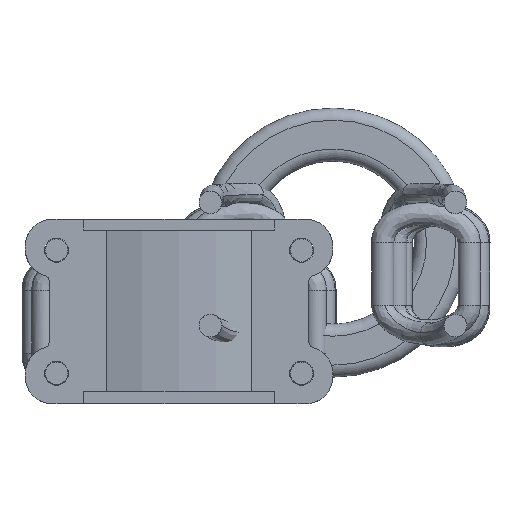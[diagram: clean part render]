
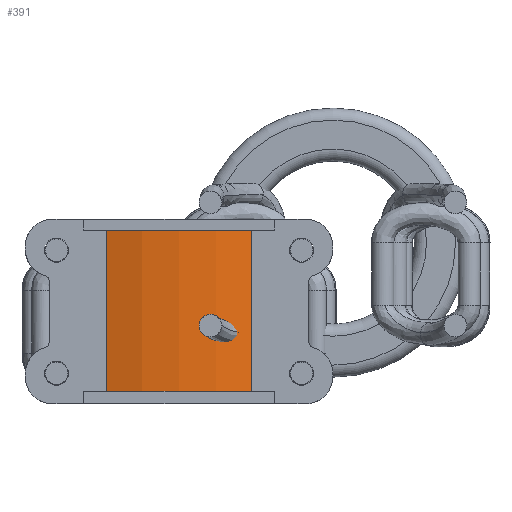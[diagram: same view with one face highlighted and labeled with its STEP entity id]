
A CAD part, front view. The second image highlights one B-rep face of the part: STEP entity #391.
In plain terms, the highlighted cylindrical face has radius 18.272 mm (diameter 36.544 mm), a partial arc.
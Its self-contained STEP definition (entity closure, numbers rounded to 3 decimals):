
#391 = ADVANCED_FACE( '', ( #715 ), #716, .T. );
#715 = FACE_OUTER_BOUND( '', #15383, .T. );
#716 = CYLINDRICAL_SURFACE( '', #15384, 18.272 );
#15383 = EDGE_LOOP( '', ( #16341, #16342, #16343, #16344 ) );
#15384 = AXIS2_PLACEMENT_3D( '', #16345, #16346, #16347 );
#16341 = ORIENTED_EDGE( '', *, *, #17034, .F. );
#16342 = ORIENTED_EDGE( '', *, *, #16933, .F. );
#16343 = ORIENTED_EDGE( '', *, *, #17033, .T. );
#16344 = ORIENTED_EDGE( '', *, *, #17014, .T. );
#16345 = CARTESIAN_POINT( '', ( -12.75, 9.139, 1.038 ) );
#16346 = DIRECTION( '', ( 0., 0., -1. ) );
#16347 = DIRECTION( '', ( -1., 0., 0. ) );
#16933 = EDGE_CURVE( '', #17566, #17567, #17568, .T. );
#17014 = EDGE_CURVE( '', #17703, #17704, #17705, .T. );
#17033 = EDGE_CURVE( '', #17566, #17703, #17738, .T. );
#17034 = EDGE_CURVE( '', #17567, #17704, #17739, .T. );
#17566 = VERTEX_POINT( '', #20852 );
#17567 = VERTEX_POINT( '', #20853 );
#17568 = LINE( '', #20854, #20855 );
#17703 = VERTEX_POINT( '', #21056 );
#17704 = VERTEX_POINT( '', #21057 );
#17705 = LINE( '', #21058, #21059 );
#17738 = CIRCLE( '', #21103, 18.272 );
#17739 = CIRCLE( '', #21104, 18.272 );
#20852 = CARTESIAN_POINT( '', ( -6.75, -8.12, 1.038 ) );
#20853 = CARTESIAN_POINT( '', ( -6.75, -8.12, -12.302 ) );
#20854 = CARTESIAN_POINT( '', ( -6.75, -8.12, 1.038 ) );
#20855 = VECTOR( '', #21382, 1000. );
#21056 = CARTESIAN_POINT( '', ( -18.75, -8.12, 1.038 ) );
#21057 = CARTESIAN_POINT( '', ( -18.75, -8.12, -12.302 ) );
#21058 = CARTESIAN_POINT( '', ( -18.75, -8.12, 1.038 ) );
#21059 = VECTOR( '', #21491, 1000. );
#21103 = AXIS2_PLACEMENT_3D( '', #21524, #21525, #21526 );
#21104 = AXIS2_PLACEMENT_3D( '', #21527, #21528, #21529 );
#21382 = DIRECTION( '', ( 0., 0., -1. ) );
#21491 = DIRECTION( '', ( 0., 0., -1. ) );
#21524 = CARTESIAN_POINT( '', ( -12.75, 9.139, 1.038 ) );
#21525 = DIRECTION( '', ( 0., 0., -1. ) );
#21526 = DIRECTION( '', ( -1., 0., 0. ) );
#21527 = CARTESIAN_POINT( '', ( -12.75, 9.139, -12.302 ) );
#21528 = DIRECTION( '', ( 0., 0., -1. ) );
#21529 = DIRECTION( '', ( -1., 0., 0. ) );
